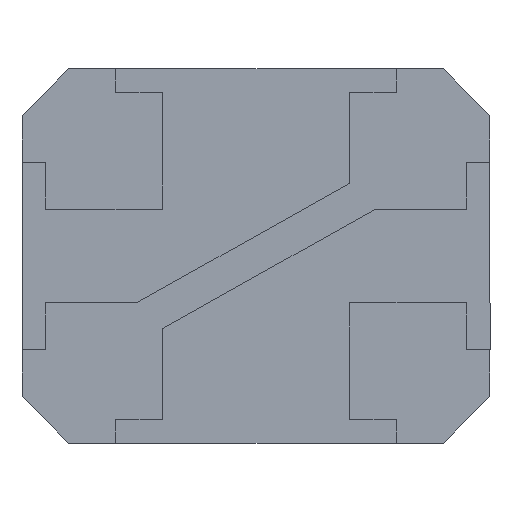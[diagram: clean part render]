
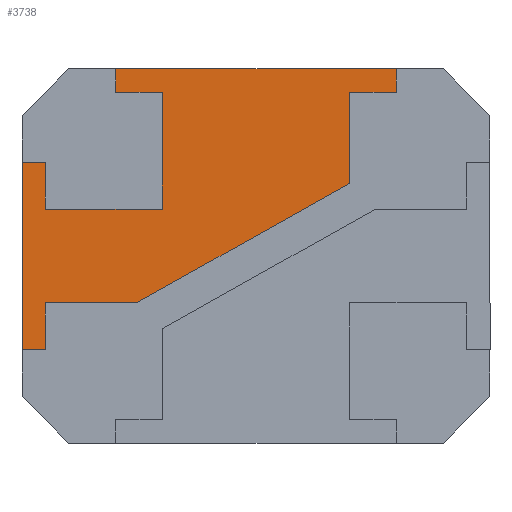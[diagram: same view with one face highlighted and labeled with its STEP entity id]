
A CAD part, front view. The second image highlights one B-rep face of the part: STEP entity #3738.
In plain terms, the highlighted planar face has unit normal (0, -1, 0).
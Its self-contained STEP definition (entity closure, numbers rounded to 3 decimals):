
#80 = VERTEX_POINT ( 'NONE', #642 ) ;
#100 = ORIENTED_EDGE ( 'NONE', *, *, #431, .F. ) ;
#108 = DIRECTION ( 'NONE',  ( 1., 0., 0. ) ) ;
#112 = CARTESIAN_POINT ( 'NONE',  ( -0.9, 0., -0.4 ) ) ;
#146 = VECTOR ( 'NONE', #3653, 1000. ) ;
#230 = LINE ( 'NONE', #1354, #3358 ) ;
#325 = VECTOR ( 'NONE', #3164, 1000. ) ;
#326 = LINE ( 'NONE', #2274, #3082 ) ;
#338 = DIRECTION ( 'NONE',  ( 0., 0., 1. ) ) ;
#350 = DIRECTION ( 'NONE',  ( 0., 0., -1. ) ) ;
#412 = LINE ( 'NONE', #1341, #701 ) ;
#431 = EDGE_CURVE ( 'NONE', #2370, #2055, #3725, .T. ) ;
#475 = LINE ( 'NONE', #1434, #3825 ) ;
#479 = DIRECTION ( 'NONE',  ( 0., 0., -1. ) ) ;
#519 = CARTESIAN_POINT ( 'NONE',  ( -0.9, 0., 0.4 ) ) ;
#581 = CARTESIAN_POINT ( 'NONE',  ( -0.6, 0., 0.7 ) ) ;
#587 = ORIENTED_EDGE ( 'NONE', *, *, #2339, .F. ) ;
#602 = ORIENTED_EDGE ( 'NONE', *, *, #2130, .F. ) ;
#612 = VECTOR ( 'NONE', #2667, 1000. ) ;
#642 = CARTESIAN_POINT ( 'NONE',  ( 0.6, 0., 0.8 ) ) ;
#669 = CARTESIAN_POINT ( 'NONE',  ( -1., 0., 0.6 ) ) ;
#685 = EDGE_CURVE ( 'NONE', #1730, #2370, #326, .T. ) ;
#701 = VECTOR ( 'NONE', #702, 1000. ) ;
#702 = DIRECTION ( 'NONE',  ( -1., 0., 0. ) ) ;
#707 = CARTESIAN_POINT ( 'NONE',  ( -1., 0., -0.4 ) ) ;
#712 = CARTESIAN_POINT ( 'NONE',  ( 0.8, 0., 0.8 ) ) ;
#815 = CARTESIAN_POINT ( 'NONE',  ( 0.6, 0., 0.7 ) ) ;
#857 = LINE ( 'NONE', #932, #146 ) ;
#868 = ORIENTED_EDGE ( 'NONE', *, *, #1624, .F. ) ;
#916 = CARTESIAN_POINT ( 'NONE',  ( 0.4, 0., 0.7 ) ) ;
#917 = CARTESIAN_POINT ( 'NONE',  ( -0.51, 0., -0.2 ) ) ;
#932 = CARTESIAN_POINT ( 'NONE',  ( -0.9, 0., -0.2 ) ) ;
#933 = VERTEX_POINT ( 'NONE', #916 ) ;
#940 = ORIENTED_EDGE ( 'NONE', *, *, #3566, .F. ) ;
#962 = ORIENTED_EDGE ( 'NONE', *, *, #2286, .F. ) ;
#967 = AXIS2_PLACEMENT_3D ( 'NONE', #2669, #3010, #2108 ) ;
#995 = EDGE_CURVE ( 'NONE', #2951, #1730, #3681, .T. ) ;
#1009 = ORIENTED_EDGE ( 'NONE', *, *, #1755, .F. ) ;
#1077 = ORIENTED_EDGE ( 'NONE', *, *, #2193, .F. ) ;
#1124 = DIRECTION ( 'NONE',  ( 0., 0., 1. ) ) ;
#1129 = LINE ( 'NONE', #815, #1222 ) ;
#1222 = VECTOR ( 'NONE', #479, 1000. ) ;
#1229 = LINE ( 'NONE', #2882, #1797 ) ;
#1238 = CARTESIAN_POINT ( 'NONE',  ( -0.4, 0., 0.7 ) ) ;
#1258 = ORIENTED_EDGE ( 'NONE', *, *, #2431, .F. ) ;
#1341 = CARTESIAN_POINT ( 'NONE',  ( 0.4, 0., 0.7 ) ) ;
#1353 = CARTESIAN_POINT ( 'NONE',  ( -0.9, 0., -0.2 ) ) ;
#1354 = CARTESIAN_POINT ( 'NONE',  ( -0.4, 0., 0.2 ) ) ;
#1381 = EDGE_CURVE ( 'NONE', #3877, #2951, #857, .T. ) ;
#1392 = VERTEX_POINT ( 'NONE', #1238 ) ;
#1415 = LINE ( 'NONE', #2202, #3581 ) ;
#1428 = EDGE_CURVE ( 'NONE', #2516, #1955, #2503, .T. ) ;
#1434 = CARTESIAN_POINT ( 'NONE',  ( -0.6, 0., 0.7 ) ) ;
#1451 = PLANE ( 'NONE',  #967 ) ;
#1517 = ORIENTED_EDGE ( 'NONE', *, *, #1381, .F. ) ;
#1519 = ORIENTED_EDGE ( 'NONE', *, *, #995, .F. ) ;
#1534 = EDGE_CURVE ( 'NONE', #2055, #1602, #1229, .T. ) ;
#1602 = VERTEX_POINT ( 'NONE', #2629 ) ;
#1624 = EDGE_CURVE ( 'NONE', #3220, #80, #2229, .T. ) ;
#1648 = VECTOR ( 'NONE', #108, 1000. ) ;
#1687 = VECTOR ( 'NONE', #2641, 1000. ) ;
#1730 = VERTEX_POINT ( 'NONE', #112 ) ;
#1755 = EDGE_CURVE ( 'NONE', #3706, #3877, #1415, .T. ) ;
#1777 = VERTEX_POINT ( 'NONE', #3172 ) ;
#1797 = VECTOR ( 'NONE', #3477, 1000. ) ;
#1814 = ORIENTED_EDGE ( 'NONE', *, *, #1428, .F. ) ;
#1836 = DIRECTION ( 'NONE',  ( 0., 0., -1. ) ) ;
#1866 = CARTESIAN_POINT ( 'NONE',  ( -0.9, 0., -0.4 ) ) ;
#1955 = VERTEX_POINT ( 'NONE', #3577 ) ;
#1984 = VECTOR ( 'NONE', #338, 1000. ) ;
#2037 = VECTOR ( 'NONE', #350, 1000. ) ;
#2055 = VERTEX_POINT ( 'NONE', #3383 ) ;
#2108 = DIRECTION ( 'NONE',  ( 0., 0., -1. ) ) ;
#2130 = EDGE_CURVE ( 'NONE', #1777, #933, #412, .T. ) ;
#2193 = EDGE_CURVE ( 'NONE', #80, #1777, #1129, .T. ) ;
#2202 = CARTESIAN_POINT ( 'NONE',  ( -0.51, 0., -0.2 ) ) ;
#2229 = LINE ( 'NONE', #712, #612 ) ;
#2274 = CARTESIAN_POINT ( 'NONE',  ( -1., 0., -0.4 ) ) ;
#2286 = EDGE_CURVE ( 'NONE', #1392, #2916, #2698, .T. ) ;
#2339 = EDGE_CURVE ( 'NONE', #933, #3706, #3036, .T. ) ;
#2370 = VERTEX_POINT ( 'NONE', #707 ) ;
#2395 = CARTESIAN_POINT ( 'NONE',  ( -0.6, 0., 0.8 ) ) ;
#2431 = EDGE_CURVE ( 'NONE', #1955, #1392, #230, .T. ) ;
#2503 = LINE ( 'NONE', #2543, #1648 ) ;
#2516 = VERTEX_POINT ( 'NONE', #3760 ) ;
#2543 = CARTESIAN_POINT ( 'NONE',  ( -0.9, 0., 0.2 ) ) ;
#2629 = CARTESIAN_POINT ( 'NONE',  ( -0.9, 0., 0.4 ) ) ;
#2641 = DIRECTION ( 'NONE',  ( 0., 0., -1. ) ) ;
#2667 = DIRECTION ( 'NONE',  ( 1., 0., 0. ) ) ;
#2669 = CARTESIAN_POINT ( 'NONE',  ( 0., 0., 0. ) ) ;
#2698 = LINE ( 'NONE', #3506, #325 ) ;
#2811 = DIRECTION ( 'NONE',  ( -0.872, 0., -0.489 ) ) ;
#2882 = CARTESIAN_POINT ( 'NONE',  ( -1., 0., 0.4 ) ) ;
#2916 = VERTEX_POINT ( 'NONE', #581 ) ;
#2951 = VERTEX_POINT ( 'NONE', #1353 ) ;
#3010 = DIRECTION ( 'NONE',  ( 0., -1., 0. ) ) ;
#3036 = LINE ( 'NONE', #3670, #2037 ) ;
#3042 = FACE_OUTER_BOUND ( 'NONE', #3553, .T. ) ;
#3061 = EDGE_CURVE ( 'NONE', #1602, #2516, #3306, .T. ) ;
#3082 = VECTOR ( 'NONE', #3752, 1000. ) ;
#3164 = DIRECTION ( 'NONE',  ( -1., 0., 0. ) ) ;
#3169 = ORIENTED_EDGE ( 'NONE', *, *, #1534, .F. ) ;
#3172 = CARTESIAN_POINT ( 'NONE',  ( 0.6, 0., 0.7 ) ) ;
#3220 = VERTEX_POINT ( 'NONE', #2395 ) ;
#3233 = ORIENTED_EDGE ( 'NONE', *, *, #685, .F. ) ;
#3306 = LINE ( 'NONE', #519, #1687 ) ;
#3358 = VECTOR ( 'NONE', #3468, 1000. ) ;
#3383 = CARTESIAN_POINT ( 'NONE',  ( -1., 0., 0.4 ) ) ;
#3468 = DIRECTION ( 'NONE',  ( 0., 0., 1. ) ) ;
#3477 = DIRECTION ( 'NONE',  ( 1., 0., 0. ) ) ;
#3506 = CARTESIAN_POINT ( 'NONE',  ( -0.4, 0., 0.7 ) ) ;
#3523 = CARTESIAN_POINT ( 'NONE',  ( 0.4, 0., 0.31 ) ) ;
#3553 = EDGE_LOOP ( 'NONE', ( #3233, #1519, #1517, #1009, #587, #602, #1077, #868, #940, #962, #1258, #1814, #3788, #3169, #100 ) ) ;
#3566 = EDGE_CURVE ( 'NONE', #2916, #3220, #475, .T. ) ;
#3577 = CARTESIAN_POINT ( 'NONE',  ( -0.4, 0., 0.2 ) ) ;
#3581 = VECTOR ( 'NONE', #2811, 1000. ) ;
#3587 = VECTOR ( 'NONE', #1836, 1000. ) ;
#3653 = DIRECTION ( 'NONE',  ( -1., 0., 0. ) ) ;
#3670 = CARTESIAN_POINT ( 'NONE',  ( 0.4, 0., 0.7 ) ) ;
#3681 = LINE ( 'NONE', #1866, #3587 ) ;
#3706 = VERTEX_POINT ( 'NONE', #3523 ) ;
#3725 = LINE ( 'NONE', #669, #1984 ) ;
#3738 = ADVANCED_FACE ( 'NONE', ( #3042 ), #1451, .T. ) ;
#3752 = DIRECTION ( 'NONE',  ( -1., 0., 0. ) ) ;
#3760 = CARTESIAN_POINT ( 'NONE',  ( -0.9, 0., 0.2 ) ) ;
#3788 = ORIENTED_EDGE ( 'NONE', *, *, #3061, .F. ) ;
#3825 = VECTOR ( 'NONE', #1124, 1000. ) ;
#3877 = VERTEX_POINT ( 'NONE', #917 ) ;
